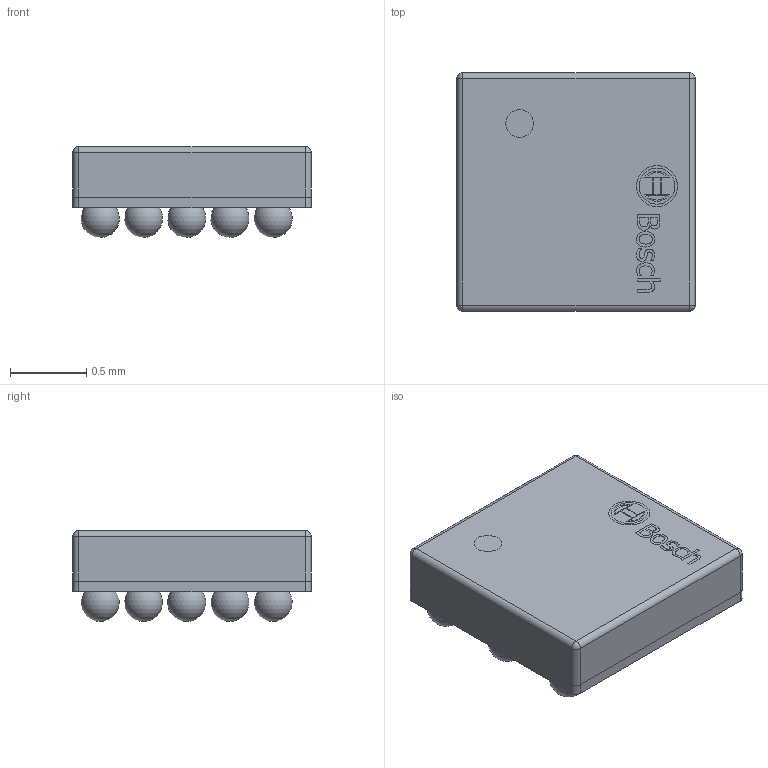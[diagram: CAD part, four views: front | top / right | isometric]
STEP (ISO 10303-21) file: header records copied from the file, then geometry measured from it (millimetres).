
FILE_DESCRIPTION(/* description */ (''),/* implementation_level */ '2;1');
FILE_NAME(/* name */ '1.stp',/* time_stamp */ '2020-05-29T10:59:37+02:00',/* author */ ('k'),/* organization */ (''),/* preprocessor_version */ 'ST-DEVELOPER v15.6',/* originating_system */ 'Autodesk Inventor 2015',/* authorisation */ '');
FILE_SCHEMA (('AUTOMOTIVE_DESIGN { 1 0 10303 214 3 1 1 }'));
Length unit declared in the file: millimetre
Products named in the file (5): 1; 2; 3; BOSCH logo
Bounding box: 1.56 x 1.56 x 0.6 mm (x, y, z)
Volume: 1.1 mm3; surface area: 15.2 mm2
Topology: 22 solids, 22 shells, 169 faces, 411 edges, 274 vertices
Faces by surface type: plane 78, bspline 56, cylinder 19, sphere 16
Full cylindrical faces by diameter (mm): 0.181 x1, 0.235 x1, 0.269 x1
Entity records: 5078 total; most frequent: CARTESIAN_POINT 1528, ORIENTED_EDGE 744, DIRECTION 554, EDGE_CURVE 372, VERTEX_POINT 250, LINE 210, VECTOR 210, EDGE_LOOP 186
